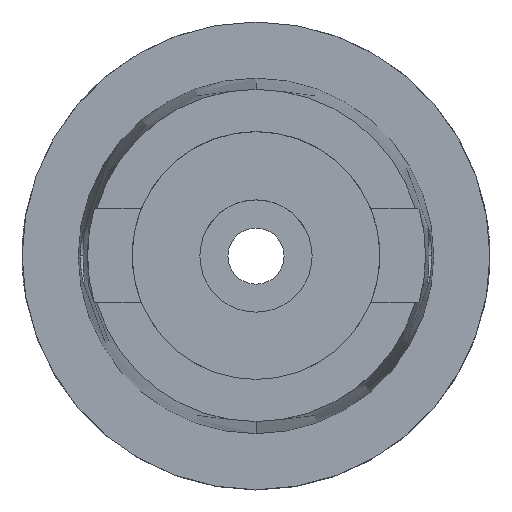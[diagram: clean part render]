
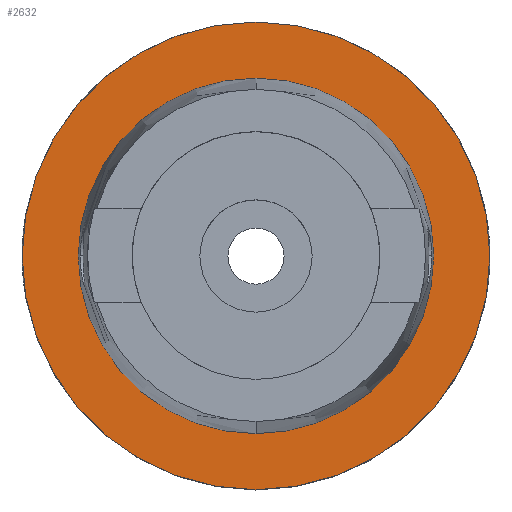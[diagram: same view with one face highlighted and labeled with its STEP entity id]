
A CAD part, top view. The second image highlights one B-rep face of the part: STEP entity #2632.
In plain terms, the highlighted planar face has unit normal (0, 0, 1).
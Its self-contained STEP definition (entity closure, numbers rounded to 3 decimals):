
#344=CARTESIAN_POINT('',(0.,0.,0.));
#345=DIRECTION('',(0.,0.,-1.));
#346=DIRECTION('',(0.,-1.,0.));
#347=AXIS2_PLACEMENT_3D('',#344,#345,#346);
#352=CARTESIAN_POINT('',(0.,0.,0.));
#353=DIRECTION('',(0.,0.,-1.));
#354=DIRECTION('',(0.,1.,0.));
#355=AXIS2_PLACEMENT_3D('',#352,#353,#354);
#360=CARTESIAN_POINT('',(0.,0.,0.));
#361=DIRECTION('',(0.,0.,1.));
#362=DIRECTION('',(0.,-1.,0.));
#363=AXIS2_PLACEMENT_3D('',#360,#361,#362);
#368=CARTESIAN_POINT('',(0.,0.,0.));
#369=DIRECTION('',(0.,0.,1.));
#370=DIRECTION('',(0.,1.,0.));
#371=AXIS2_PLACEMENT_3D('',#368,#369,#370);
#2144=CARTESIAN_POINT('',(0.,38.,0.));
#2145=VERTEX_POINT('',#2144);
#2146=CARTESIAN_POINT('',(0.,-38.,0.));
#2147=VERTEX_POINT('',#2146);
#2154=CARTESIAN_POINT('',(0.,-50.,0.));
#2155=CARTESIAN_POINT('',(0.,50.,0.));
#2156=VERTEX_POINT('',#2154);
#2157=VERTEX_POINT('',#2155);
#2617=CARTESIAN_POINT('',(0.,0.,0.));
#2618=DIRECTION('',(0.,0.,1.));
#2619=DIRECTION('',(0.,1.,0.));
#2620=AXIS2_PLACEMENT_3D('',#2617,#2618,#2619);
#2621=PLANE('',#2620);
#2623=ORIENTED_EDGE('',*,*,#2622,.T.);
#2625=ORIENTED_EDGE('',*,*,#2624,.T.);
#2626=EDGE_LOOP('',(#2623,#2625));
#2627=FACE_OUTER_BOUND('',#2626,.F.);
#2628=ORIENTED_EDGE('',*,*,#2579,.T.);
#2629=ORIENTED_EDGE('',*,*,#2541,.T.);
#2630=EDGE_LOOP('',(#2628,#2629));
#2631=FACE_BOUND('',#2630,.F.);
#348=CIRCLE('',#347,50.);
#356=CIRCLE('',#355,50.);
#364=CIRCLE('',#363,38.);
#372=CIRCLE('',#371,38.);
#2541=EDGE_CURVE('',#2145,#2147,#372,.T.);
#2579=EDGE_CURVE('',#2147,#2145,#364,.T.);
#2622=EDGE_CURVE('',#2156,#2157,#348,.T.);
#2624=EDGE_CURVE('',#2157,#2156,#356,.T.);
#2632=ADVANCED_FACE('',(#2627,#2631),#2621,.T.);
